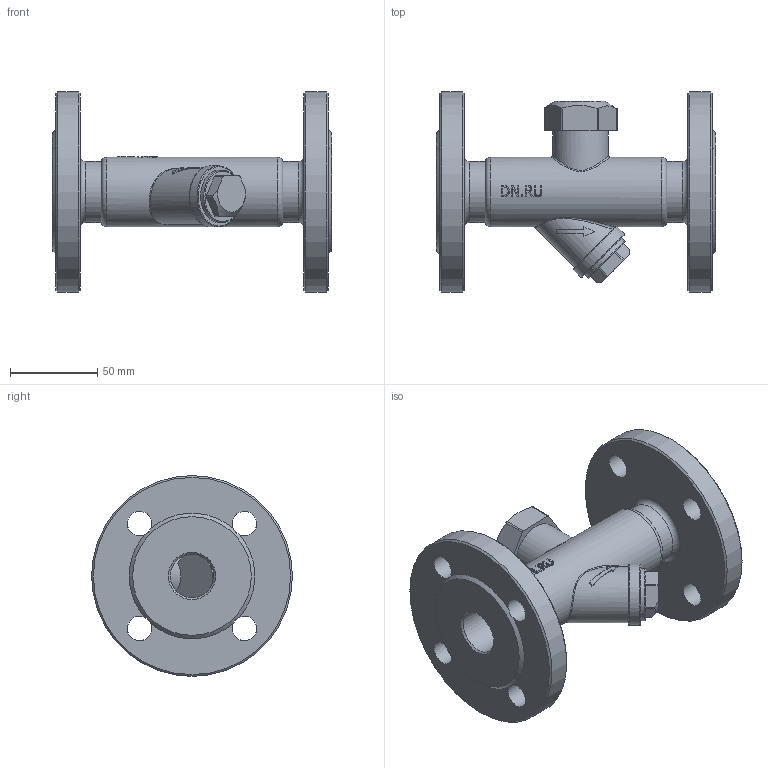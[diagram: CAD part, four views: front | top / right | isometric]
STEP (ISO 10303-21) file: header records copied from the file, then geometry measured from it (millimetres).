
FILE_DESCRIPTION(/* description */ (''),/* implementation_level */ '2;1');
FILE_NAME(/* name */ 'DN25_3D_STEP.stp',/* time_stamp */ '2024-03-04T01:28:45+03:00',/* author */ ('igorr'),/* organization */ (''),/* preprocessor_version */ 'ST-DEVELOPER v19.2',/* originating_system */ 'Autodesk Inventor 2023',/* authorisation */ '');
FILE_SCHEMA (('AUTOMOTIVE_DESIGN { 1 0 10303 214 3 1 1 }'));
Length unit declared in the file: millimetre
Products named in the file (1): Деталь
Bounding box: 160 x 115 x 115 mm (x, y, z)
Volume: 438698.4 mm3; surface area: 86322.8 mm2
Topology: 1 solids, 1 shells, 154 faces, 423 edges, 280 vertices
Faces by surface type: plane 70, cylinder 42, bspline 25, cone 10, torus 7
Full cylindrical faces by diameter (mm): 14 x8, 25 x1, 30 x1, 32 x1, 35 x3, 40 x1, 115 x2
Entity records: 6438 total; most frequent: CARTESIAN_POINT 2384, ORIENTED_EDGE 846, DIRECTION 747, EDGE_CURVE 423, AXIS2_PLACEMENT_3D 288, VERTEX_POINT 280, EDGE_LOOP 181, LINE 171
